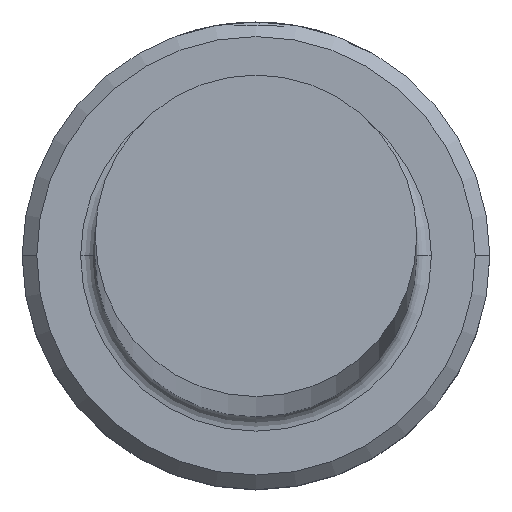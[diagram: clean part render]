
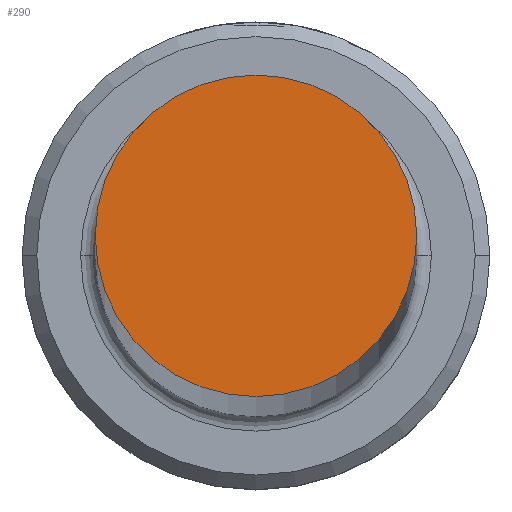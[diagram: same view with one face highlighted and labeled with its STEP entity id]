
A CAD part, top view. The second image highlights one B-rep face of the part: STEP entity #290.
In plain terms, the highlighted planar face has unit normal (0, 0, 1).
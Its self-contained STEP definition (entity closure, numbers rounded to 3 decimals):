
#30 = FACE_OUTER_BOUND ( 'NONE', #637, .T. ) ;
#84 = DIRECTION ( 'NONE',  ( 1., 0., 0. ) ) ;
#121 = CARTESIAN_POINT ( 'NONE',  ( 5.5, 0., 400. ) ) ;
#193 = EDGE_CURVE ( 'NONE', #442, #241, #774, .T. ) ;
#237 = CARTESIAN_POINT ( 'NONE',  ( 0., 0., 400. ) ) ;
#241 = VERTEX_POINT ( 'NONE', #121 ) ;
#290 = ADVANCED_FACE ( 'NONE', ( #30 ), #327, .T. ) ;
#327 = PLANE ( 'NONE',  #445 ) ;
#442 = VERTEX_POINT ( 'NONE', #541 ) ;
#445 = AXIS2_PLACEMENT_3D ( 'NONE', #237, #610, #981 ) ;
#470 = AXIS2_PLACEMENT_3D ( 'NONE', #1054, #494, #1138 ) ;
#494 = DIRECTION ( 'NONE',  ( 0., 0., 1. ) ) ;
#499 = EDGE_CURVE ( 'NONE', #241, #442, #787, .T. ) ;
#541 = CARTESIAN_POINT ( 'NONE',  ( -5.5, 0., 400. ) ) ;
#610 = DIRECTION ( 'NONE',  ( 0., 0., 1. ) ) ;
#637 = EDGE_LOOP ( 'NONE', ( #1131, #905 ) ) ;
#645 = DIRECTION ( 'NONE',  ( 0., 0., 1. ) ) ;
#774 = CIRCLE ( 'NONE', #470, 5.5 ) ;
#787 = CIRCLE ( 'NONE', #1181, 5.5 ) ;
#905 = ORIENTED_EDGE ( 'NONE', *, *, #499, .T. ) ;
#981 = DIRECTION ( 'NONE',  ( 1., 0., 0. ) ) ;
#1054 = CARTESIAN_POINT ( 'NONE',  ( 0., 0., 400. ) ) ;
#1131 = ORIENTED_EDGE ( 'NONE', *, *, #193, .T. ) ;
#1138 = DIRECTION ( 'NONE',  ( 1., 0., 0. ) ) ;
#1181 = AXIS2_PLACEMENT_3D ( 'NONE', #1188, #645, #84 ) ;
#1188 = CARTESIAN_POINT ( 'NONE',  ( 0., 0., 400. ) ) ;
